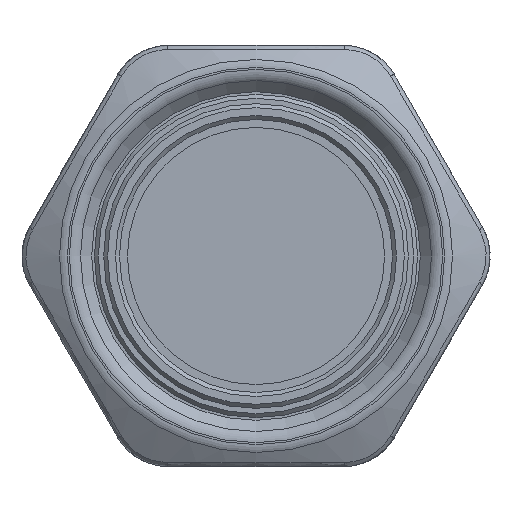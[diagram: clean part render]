
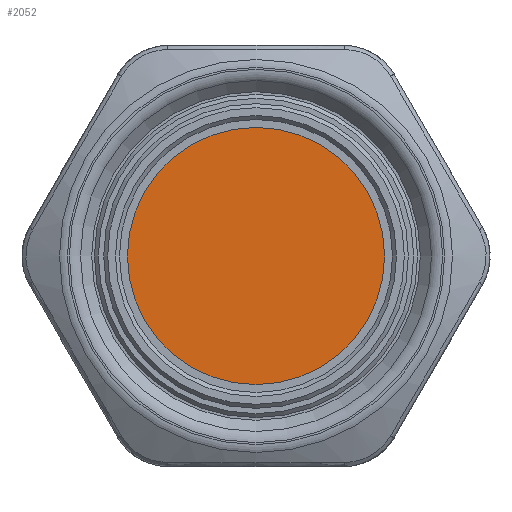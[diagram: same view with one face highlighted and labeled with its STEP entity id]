
A CAD part, front view. The second image highlights one B-rep face of the part: STEP entity #2052.
In plain terms, the highlighted planar face has unit normal (0, -1, 0).
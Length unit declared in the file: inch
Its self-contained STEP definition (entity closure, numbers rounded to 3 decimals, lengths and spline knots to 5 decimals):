
#393=FACE_OUTER_BOUND('',#532,.T.);
#532=EDGE_LOOP('',(#1347));
#682=CIRCLE('',#2234,0.86811);
#816=VERTEX_POINT('',#3082);
#1013=EDGE_CURVE('',#816,#816,#682,.T.);
#1347=ORIENTED_EDGE('',*,*,#1013,.F.);
#1861=PLANE('',#2235);
#2052=ADVANCED_FACE('',(#393),#1861,.F.);
#2234=AXIS2_PLACEMENT_3D('',#3084,#2541,#2542);
#2235=AXIS2_PLACEMENT_3D('',#3085,#2543,#2544);
#2541=DIRECTION('center_axis',(0.,1.,0.));
#2542=DIRECTION('ref_axis',(0.,0.,-1.));
#2543=DIRECTION('center_axis',(0.,1.,0.));
#2544=DIRECTION('ref_axis',(1.,0.,0.));
#3082=CARTESIAN_POINT('',(0.,0.,-0.86811));
#3084=CARTESIAN_POINT('Origin',(0.,0.,0.));
#3085=CARTESIAN_POINT('Origin',(0.,0.,0.86811));
